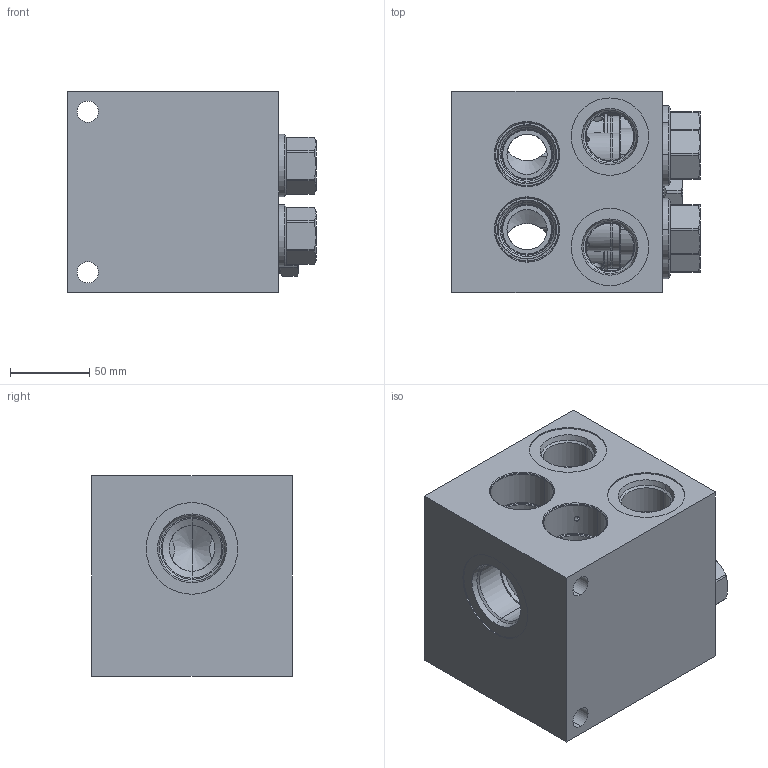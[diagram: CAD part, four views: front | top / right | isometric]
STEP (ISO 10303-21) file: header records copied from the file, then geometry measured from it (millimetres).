
FILE_DESCRIPTION((''),'2;1');
FILE_NAME('HQM_ASM','2021-04-13T',('ProEService'),(''),'PRO/ENGINEER BY PARAMETRIC TECHNOLOGY CORPORATION, 2014200','PRO/ENGINEER BY PARAMETRIC TECHNOLOGY CORPORATION, 2014200','');
FILE_SCHEMA(('CONFIG_CONTROL_DESIGN'));
Length unit declared in the file: inch
Products named in the file (5): 151-182-003; CXGDXAN; CXHAXAN; CSADXXN; HQM_ASM
Assembly tree (6 placements, depth 2):
  HQM_ASM
    151-182-003
    CXGDXAN  x2
    CXHAXAN  x2
    CSADXXN
Bounding box: 157.18 x 127 x 127 mm (x, y, z)
Volume: 1756373.1 mm3; surface area: 254908.8 mm2
Topology: 17 solids, 19 shells, 1063 faces, 2919 edges, 2107 vertices
Faces by surface type: cylinder 469, cone 241, plane 203, torus 100, revolution 44, sphere 6
Entity records: 29226 total; most frequent: CARTESIAN_POINT 10115, DIRECTION 4126, ORIENTED_EDGE 3344, EDGE_CURVE 1672, AXIS2_PLACEMENT_3D 1537, VECTOR 1024, LINE 1024, VERTEX_POINT 1006
